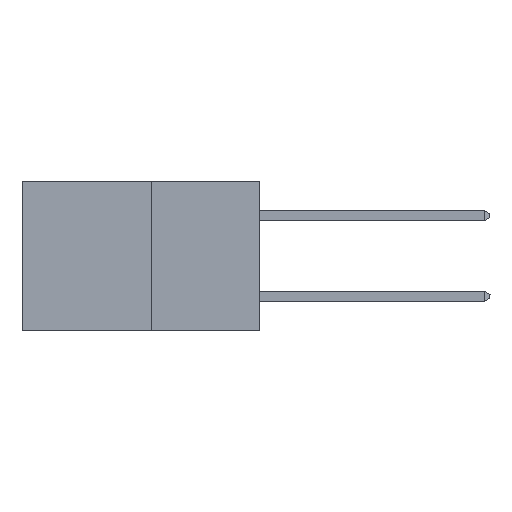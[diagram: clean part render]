
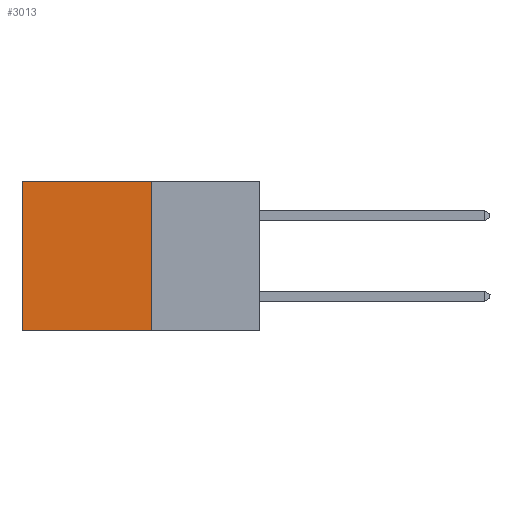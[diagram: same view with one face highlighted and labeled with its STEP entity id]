
A CAD part, left-side view. The second image highlights one B-rep face of the part: STEP entity #3013.
In plain terms, the highlighted planar face has unit normal (-1, 0, 0).
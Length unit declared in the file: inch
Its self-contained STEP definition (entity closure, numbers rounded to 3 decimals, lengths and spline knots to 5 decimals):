
#1081 = DIRECTION ( 'NONE',  ( 0., 0., -1. ) ) ;
#1359 = VERTEX_POINT ( 'NONE', #6354 ) ;
#1539 = VERTEX_POINT ( 'NONE', #3016 ) ;
#1546 = CARTESIAN_POINT ( 'NONE',  ( 0.277, 0.27, -0.37 ) ) ;
#2859 = VECTOR ( 'NONE', #9053, 39.37008 ) ;
#3013 = ADVANCED_FACE ( 'NONE', ( #6234 ), #5542, .F. ) ;
#3016 = CARTESIAN_POINT ( 'NONE',  ( 0.277, 0.59, -0.37 ) ) ;
#3076 = CARTESIAN_POINT ( 'NONE',  ( 0.277, 0.27, 0. ) ) ;
#4239 = CARTESIAN_POINT ( 'NONE',  ( 0.277, 0.27, -0.37 ) ) ;
#4614 = CARTESIAN_POINT ( 'NONE',  ( 0.277, 0.27, -0.37 ) ) ;
#4931 = VERTEX_POINT ( 'NONE', #1546 ) ;
#4935 = EDGE_CURVE ( 'NONE', #4931, #1539, #10127, .T. ) ;
#5498 = DIRECTION ( 'NONE',  ( 0., 0., -1. ) ) ;
#5510 = DIRECTION ( 'NONE',  ( 1., 0., 0. ) ) ;
#5542 = PLANE ( 'NONE',  #7074 ) ;
#5645 = CARTESIAN_POINT ( 'NONE',  ( 0.277, 0.27, -0.37 ) ) ;
#5777 = ORIENTED_EDGE ( 'NONE', *, *, #7049, .T. ) ;
#6068 = VECTOR ( 'NONE', #7564, 39.37008 ) ;
#6185 = ORIENTED_EDGE ( 'NONE', *, *, #7015, .T. ) ;
#6234 = FACE_OUTER_BOUND ( 'NONE', #6737, .T. ) ;
#6341 = EDGE_CURVE ( 'NONE', #8576, #4931, #6839, .T. ) ;
#6354 = CARTESIAN_POINT ( 'NONE',  ( 0.277, 0.59, 0. ) ) ;
#6482 = VECTOR ( 'NONE', #10450, 39.37008 ) ;
#6737 = EDGE_LOOP ( 'NONE', ( #6185, #9921, #7867, #5777 ) ) ;
#6839 = LINE ( 'NONE', #4614, #8574 ) ;
#7015 = EDGE_CURVE ( 'NONE', #1359, #1539, #8176, .T. ) ;
#7049 = EDGE_CURVE ( 'NONE', #8576, #1359, #9382, .T. ) ;
#7074 = AXIS2_PLACEMENT_3D ( 'NONE', #5645, #5510, #5498 ) ;
#7564 = DIRECTION ( 'NONE',  ( 0., 0., -1. ) ) ;
#7867 = ORIENTED_EDGE ( 'NONE', *, *, #6341, .F. ) ;
#8176 = LINE ( 'NONE', #10337, #6068 ) ;
#8353 = CARTESIAN_POINT ( 'NONE',  ( 0.277, 0.27, 0. ) ) ;
#8574 = VECTOR ( 'NONE', #1081, 39.37008 ) ;
#8576 = VERTEX_POINT ( 'NONE', #3076 ) ;
#9053 = DIRECTION ( 'NONE',  ( 0., 1., 0. ) ) ;
#9382 = LINE ( 'NONE', #8353, #2859 ) ;
#9921 = ORIENTED_EDGE ( 'NONE', *, *, #4935, .F. ) ;
#10127 = LINE ( 'NONE', #4239, #6482 ) ;
#10337 = CARTESIAN_POINT ( 'NONE',  ( 0.277, 0.59, -0.37 ) ) ;
#10450 = DIRECTION ( 'NONE',  ( 0., 1., 0. ) ) ;
